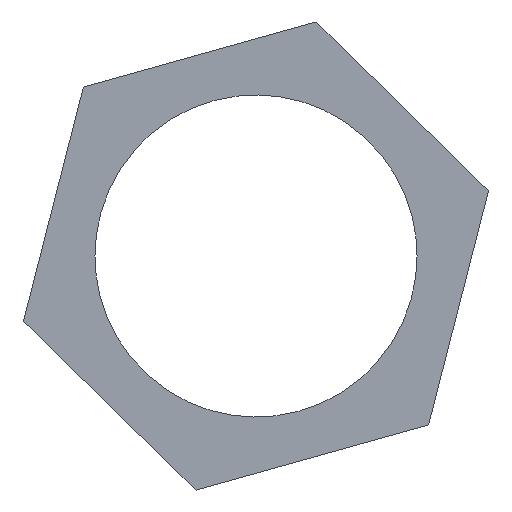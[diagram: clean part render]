
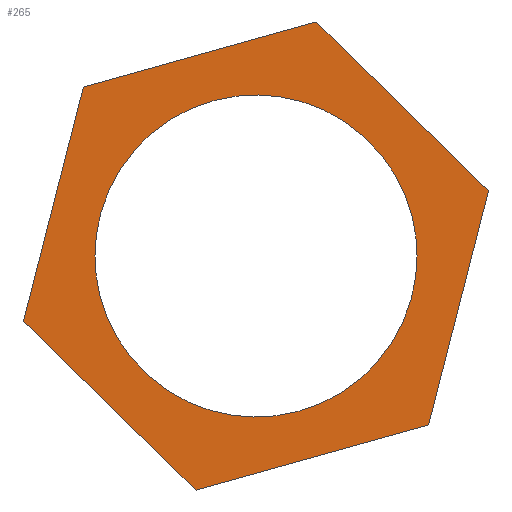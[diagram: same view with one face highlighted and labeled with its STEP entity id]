
A CAD part, front view. The second image highlights one B-rep face of the part: STEP entity #265.
In plain terms, the highlighted free-form (B-spline) face has degree [1, 1] with [2, 2] control points.
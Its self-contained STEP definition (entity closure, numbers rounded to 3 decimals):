
#22 = VERTEX_POINT('',#23);
#23 = CARTESIAN_POINT('',(528.962,0.,83.405));
#30 = EDGE_CURVE('',#22,#31,#33,.T.);
#31 = VERTEX_POINT('',#32);
#32 = CARTESIAN_POINT('',(487.194,0.,124.266));
#33 = B_SPLINE_CURVE_WITH_KNOTS('',1,(#34,#35),.UNSPECIFIED.,.F.,.F.,(2,
    2),(-22.5,22.5),.PIECEWISE_BEZIER_KNOTS.);
#34 = CARTESIAN_POINT('',(528.962,0.,83.405));
#35 = CARTESIAN_POINT('',(487.194,0.,124.266));
#58 = EDGE_CURVE('',#31,#59,#61,.T.);
#59 = VERTEX_POINT('',#60);
#60 = CARTESIAN_POINT('',(501.696,0.,180.868));
#61 = B_SPLINE_CURVE_WITH_KNOTS('',1,(#62,#63),.UNSPECIFIED.,.F.,.F.,(2,
    2),(-22.5,22.5),.PIECEWISE_BEZIER_KNOTS.);
#62 = CARTESIAN_POINT('',(487.194,0.,124.266));
#63 = CARTESIAN_POINT('',(501.696,0.,180.868));
#86 = EDGE_CURVE('',#59,#87,#89,.T.);
#87 = VERTEX_POINT('',#88);
#88 = CARTESIAN_POINT('',(557.966,0.,196.611));
#89 = B_SPLINE_CURVE_WITH_KNOTS('',1,(#90,#91),.UNSPECIFIED.,.F.,.F.,(2,
    2),(-22.5,22.5),.PIECEWISE_BEZIER_KNOTS.);
#90 = CARTESIAN_POINT('',(501.696,0.,180.868));
#91 = CARTESIAN_POINT('',(557.966,0.,196.611));
#114 = EDGE_CURVE('',#87,#115,#117,.T.);
#115 = VERTEX_POINT('',#116);
#116 = CARTESIAN_POINT('',(599.735,0.,155.75));
#117 = B_SPLINE_CURVE_WITH_KNOTS('',1,(#118,#119),.UNSPECIFIED.,.F.,.F.,
  (2,2),(-22.5,22.5),.PIECEWISE_BEZIER_KNOTS.);
#118 = CARTESIAN_POINT('',(557.966,0.,196.611));
#119 = CARTESIAN_POINT('',(599.735,0.,155.75));
#142 = EDGE_CURVE('',#115,#143,#145,.T.);
#143 = VERTEX_POINT('',#144);
#144 = CARTESIAN_POINT('',(585.233,0.,99.147));
#145 = B_SPLINE_CURVE_WITH_KNOTS('',1,(#146,#147),.UNSPECIFIED.,.F.,.F.,
  (2,2),(-22.5,22.5),.PIECEWISE_BEZIER_KNOTS.);
#146 = CARTESIAN_POINT('',(599.735,0.,155.75));
#147 = CARTESIAN_POINT('',(585.233,0.,99.147));
#170 = EDGE_CURVE('',#143,#22,#171,.T.);
#171 = B_SPLINE_CURVE_WITH_KNOTS('',1,(#172,#173),.UNSPECIFIED.,.F.,.F.,
  (2,2),(-22.5,22.5),.PIECEWISE_BEZIER_KNOTS.);
#172 = CARTESIAN_POINT('',(585.233,0.,99.147));
#173 = CARTESIAN_POINT('',(528.962,0.,83.405));
#190 = VERTEX_POINT('',#191);
#191 = CARTESIAN_POINT('',(582.418,0.,140.008));
#198 = EDGE_CURVE('',#190,#199,#201,.T.);
#199 = VERTEX_POINT('',#200);
#200 = CARTESIAN_POINT('',(504.51,0.,140.008));
#201 = ( BOUNDED_CURVE() B_SPLINE_CURVE(2,(#202,#203,#204,#205,#206),
.UNSPECIFIED.,.F.,.F.) B_SPLINE_CURVE_WITH_KNOTS((3,2,3),(1.571
,3.142,4.712),.PIECEWISE_BEZIER_KNOTS.) CURVE() 
GEOMETRIC_REPRESENTATION_ITEM() RATIONAL_B_SPLINE_CURVE((1.,
0.707,1.,0.707,1.)) REPRESENTATION_ITEM('') );
#202 = CARTESIAN_POINT('',(582.418,0.,140.008));
#203 = CARTESIAN_POINT('',(582.418,0.,101.054));
#204 = CARTESIAN_POINT('',(543.464,0.,101.054));
#205 = CARTESIAN_POINT('',(504.51,0.,101.054));
#206 = CARTESIAN_POINT('',(504.51,0.,140.008));
#238 = EDGE_CURVE('',#199,#190,#239,.T.);
#239 = ( BOUNDED_CURVE() B_SPLINE_CURVE(2,(#240,#241,#242,#243,#244),
.UNSPECIFIED.,.F.,.F.) B_SPLINE_CURVE_WITH_KNOTS((3,2,3),(4.712
,6.283,7.854),.PIECEWISE_BEZIER_KNOTS.) CURVE() 
GEOMETRIC_REPRESENTATION_ITEM() RATIONAL_B_SPLINE_CURVE((1.,
0.707,1.,0.707,1.)) REPRESENTATION_ITEM('') );
#240 = CARTESIAN_POINT('',(504.51,0.,140.008));
#241 = CARTESIAN_POINT('',(504.51,0.,178.962));
#242 = CARTESIAN_POINT('',(543.464,0.,178.962));
#243 = CARTESIAN_POINT('',(582.418,0.,178.962));
#244 = CARTESIAN_POINT('',(582.418,0.,140.008));
#265 = ADVANCED_FACE('',(#266,#274),#278,.F.);
#266 = FACE_BOUND('',#267,.T.);
#267 = EDGE_LOOP('',(#268,#269,#270,#271,#272,#273));
#268 = ORIENTED_EDGE('',*,*,#170,.F.);
#269 = ORIENTED_EDGE('',*,*,#142,.F.);
#270 = ORIENTED_EDGE('',*,*,#114,.F.);
#271 = ORIENTED_EDGE('',*,*,#86,.F.);
#272 = ORIENTED_EDGE('',*,*,#58,.F.);
#273 = ORIENTED_EDGE('',*,*,#30,.F.);
#274 = FACE_BOUND('',#275,.T.);
#275 = EDGE_LOOP('',(#276,#277));
#276 = ORIENTED_EDGE('',*,*,#238,.T.);
#277 = ORIENTED_EDGE('',*,*,#198,.T.);
#278 = B_SPLINE_SURFACE_WITH_KNOTS('',1,1,(
    (#279,#280)
    ,(#281,#282
    )),.UNSPECIFIED.,.F.,.F.,.F.,(2,2),(2,2),(-461.879,
    -375.206),(64.233,151.417),
  .PIECEWISE_BEZIER_KNOTS.);
#279 = CARTESIAN_POINT('',(599.735,0.,83.405));
#280 = CARTESIAN_POINT('',(599.735,0.,196.611));
#281 = CARTESIAN_POINT('',(487.194,0.,83.405));
#282 = CARTESIAN_POINT('',(487.194,0.,196.611));
